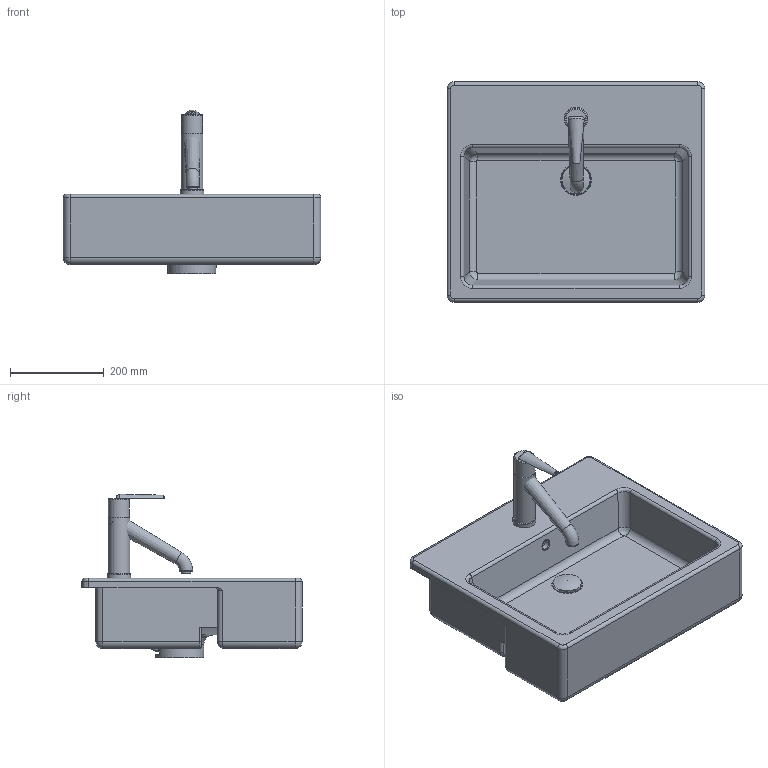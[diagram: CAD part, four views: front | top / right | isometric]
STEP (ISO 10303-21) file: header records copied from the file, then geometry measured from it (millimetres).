
FILE_DESCRIPTION((''),'2;1');
FILE_NAME('031455.stp','2009-01-21T12:08:37',('Andreas'),(''),'Autodesk Inventor 2008','Autodesk Inventor 2008','');
FILE_SCHEMA(('AUTOMOTIVE_DESIGN { 1 0 10303 214 1 1 1 1 }'));
Length unit declared in the file: millimetre
Products named in the file (9): 031455; Kelch; Stopfen; Hebel150vorlage; hebel1; Hebel1_150neu; Neoperl; Griff
Assembly tree (8 placements, depth 3):
  031455
    031455
    Kelch
    Stopfen
    Hebel150vorlage
      hebel1
      Hebel1_150neu
      Neoperl
      Griff
Bounding box: 550 x 470 x 348.84 mm (x, y, z)
Volume: 15800969.8 mm3; surface area: 1152757.8 mm2
Topology: 7 solids, 7 shells, 213 faces, 505 edges, 302 vertices
Faces by surface type: cylinder 82, plane 64, bspline 37, torus 21, cone 5, sphere 4
Full cylindrical faces by diameter (mm): 16 x1, 20 x2, 35 x2, 42 x1, 44 x1, 45 x1, 46 x1, 50 x1, 52 x1, 60 x1, 102.626 x1
Entity records: 12437 total; most frequent: CARTESIAN_POINT 7523, DIRECTION 1014, ORIENTED_EDGE 932, EDGE_CURVE 466, AXIS2_PLACEMENT_3D 411, VERTEX_POINT 295, EDGE_LOOP 249, FACE_OUTER_BOUND 213
